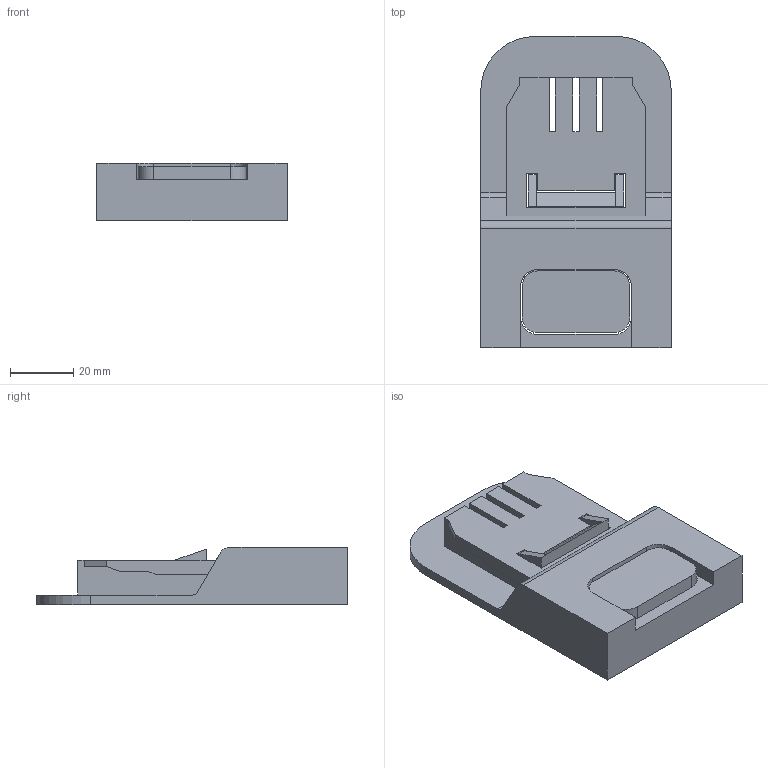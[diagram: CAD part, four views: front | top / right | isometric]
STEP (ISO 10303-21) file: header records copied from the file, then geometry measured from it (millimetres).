
FILE_DESCRIPTION(/* description */ (''),/* implementation_level */ '2;1');
FILE_NAME(/* name */ 'assembly.stp',/* time_stamp */ '2016-06-09T19:24:11+02:00',/* author */ ('Chris'),/* organization */ (''),/* preprocessor_version */ 'ST-DEVELOPER v16.1',/* originating_system */ 'Autodesk Inventor 2016',/* authorisation */ '');
FILE_SCHEMA (('AUTOMOTIVE_DESIGN { 1 0 10303 214 3 1 1 }'));
Length unit declared in the file: millimetre
Products named in the file (3): gehaeuse; schnapper; assembly
Assembly tree (2 placements, depth 2):
  assembly
    gehaeuse
    schnapper
Bounding box: 60 x 98 x 18 mm (x, y, z)
Volume: 60507.4 mm3; surface area: 23573.6 mm2
Topology: 2 solids, 2 shells, 86 faces, 251 edges, 164 vertices
Faces by surface type: plane 73, cylinder 13
Entity records: 2904 total; most frequent: CARTESIAN_POINT 506, ORIENTED_EDGE 502, DIRECTION 463, EDGE_CURVE 251, LINE 221, VECTOR 221, VERTEX_POINT 164, AXIS2_PLACEMENT_3D 121
